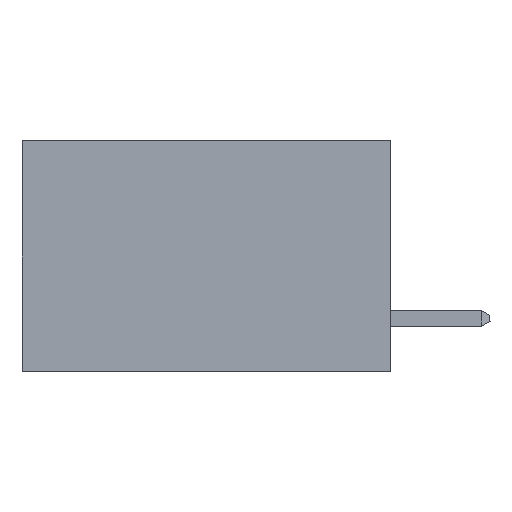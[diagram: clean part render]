
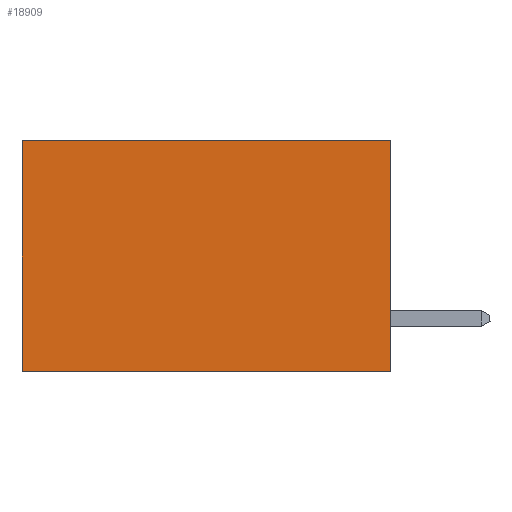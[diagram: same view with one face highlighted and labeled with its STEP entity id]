
A CAD part, left-side view. The second image highlights one B-rep face of the part: STEP entity #18909.
In plain terms, the highlighted planar face has unit normal (-1, 0, 0).
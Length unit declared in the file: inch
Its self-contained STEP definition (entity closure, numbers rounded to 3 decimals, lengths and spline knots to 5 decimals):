
#491 = CARTESIAN_POINT ( 'NONE',  ( 0.277, 0., -0.37 ) ) ;
#1205 = CARTESIAN_POINT ( 'NONE',  ( 0.277, 0., 0. ) ) ;
#1698 = LINE ( 'NONE', #1205, #15855 ) ;
#2130 = VECTOR ( 'NONE', #6372, 39.37008 ) ;
#2179 = ORIENTED_EDGE ( 'NONE', *, *, #7843, .T. ) ;
#2433 = DIRECTION ( 'NONE',  ( 1., 0., 0. ) ) ;
#3845 = VERTEX_POINT ( 'NONE', #17772 ) ;
#4525 = CARTESIAN_POINT ( 'NONE',  ( 0.277, 0., -0.37 ) ) ;
#4784 = VERTEX_POINT ( 'NONE', #22469 ) ;
#5477 = LINE ( 'NONE', #12143, #19564 ) ;
#6372 = DIRECTION ( 'NONE',  ( 0., 0., -1. ) ) ;
#6572 = FACE_OUTER_BOUND ( 'NONE', #21891, .T. ) ;
#6758 = DIRECTION ( 'NONE',  ( 0., 1., 0. ) ) ;
#7843 = EDGE_CURVE ( 'NONE', #16991, #4784, #5477, .T. ) ;
#8551 = DIRECTION ( 'NONE',  ( 0., 1., 0. ) ) ;
#11624 = PLANE ( 'NONE',  #22233 ) ;
#11717 = ORIENTED_EDGE ( 'NONE', *, *, #18483, .T. ) ;
#11912 = DIRECTION ( 'NONE',  ( 0., 0., -1. ) ) ;
#11985 = EDGE_CURVE ( 'NONE', #3845, #15105, #16856, .T. ) ;
#12143 = CARTESIAN_POINT ( 'NONE',  ( 0.277, 0.59, -0.37 ) ) ;
#13979 = EDGE_CURVE ( 'NONE', #15105, #4784, #14133, .T. ) ;
#14133 = LINE ( 'NONE', #17821, #19031 ) ;
#14487 = CARTESIAN_POINT ( 'NONE',  ( 0.277, 0., -0.37 ) ) ;
#14993 = ORIENTED_EDGE ( 'NONE', *, *, #11985, .F. ) ;
#15105 = VERTEX_POINT ( 'NONE', #14487 ) ;
#15351 = DIRECTION ( 'NONE',  ( 0., 0., -1. ) ) ;
#15855 = VECTOR ( 'NONE', #8551, 39.37008 ) ;
#16189 = CARTESIAN_POINT ( 'NONE',  ( 0.277, 0.59, 0. ) ) ;
#16856 = LINE ( 'NONE', #4525, #2130 ) ;
#16991 = VERTEX_POINT ( 'NONE', #16189 ) ;
#17772 = CARTESIAN_POINT ( 'NONE',  ( 0.277, 0., 0. ) ) ;
#17821 = CARTESIAN_POINT ( 'NONE',  ( 0.277, 0., -0.37 ) ) ;
#18483 = EDGE_CURVE ( 'NONE', #3845, #16991, #1698, .T. ) ;
#18909 = ADVANCED_FACE ( 'NONE', ( #6572 ), #11624, .F. ) ;
#19031 = VECTOR ( 'NONE', #6758, 39.37008 ) ;
#19564 = VECTOR ( 'NONE', #11912, 39.37008 ) ;
#21891 = EDGE_LOOP ( 'NONE', ( #2179, #22567, #14993, #11717 ) ) ;
#22233 = AXIS2_PLACEMENT_3D ( 'NONE', #491, #2433, #15351 ) ;
#22469 = CARTESIAN_POINT ( 'NONE',  ( 0.277, 0.59, -0.37 ) ) ;
#22567 = ORIENTED_EDGE ( 'NONE', *, *, #13979, .F. ) ;
